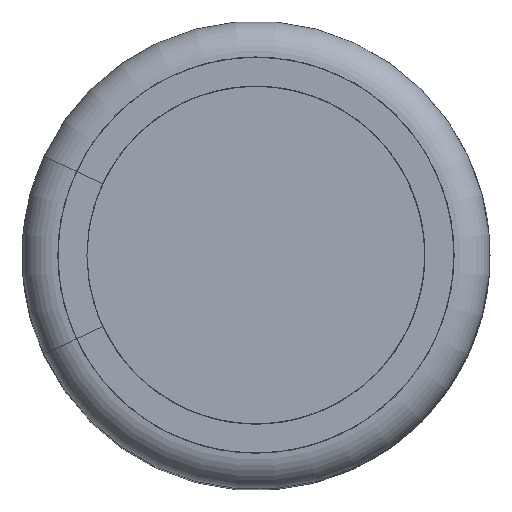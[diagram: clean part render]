
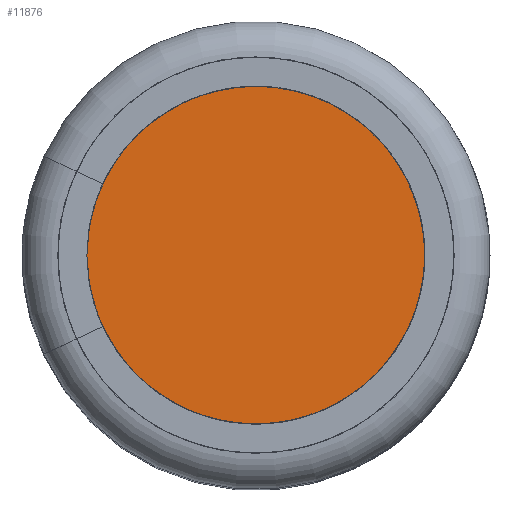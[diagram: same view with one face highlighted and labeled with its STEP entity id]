
A CAD part, top view. The second image highlights one B-rep face of the part: STEP entity #11876.
In plain terms, the highlighted planar face has unit normal (0, 0, 1).
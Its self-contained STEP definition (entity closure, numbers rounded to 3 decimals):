
#1887=ORIENTED_EDGE('',*,*,#4388,.F.);
#4388=EDGE_CURVE('',#5636,#5636,#6438,.T.);
#5636=VERTEX_POINT('',#15507);
#6438=CIRCLE('',#12425,14.822);
#6775=EDGE_LOOP('',(#1887));
#7382=FACE_BOUND('',#6775,.T.);
#7974=PLANE('',#12426);
#11876=ADVANCED_FACE('',(#7382),#7974,.T.);
#12425=AXIS2_PLACEMENT_3D('',#15506,#13282,#13283);
#12426=AXIS2_PLACEMENT_3D('',#15508,#13284,#13285);
#13282=DIRECTION('',(0.,0.,-1.));
#13283=DIRECTION('',(-1.,0.,0.));
#13284=DIRECTION('',(0.,0.,1.));
#13285=DIRECTION('',(1.,0.,0.));
#15506=CARTESIAN_POINT('',(0.,0.,60.78));
#15507=CARTESIAN_POINT('',(-14.822,0.,60.78));
#15508=CARTESIAN_POINT('',(-14.822,0.,60.78));
